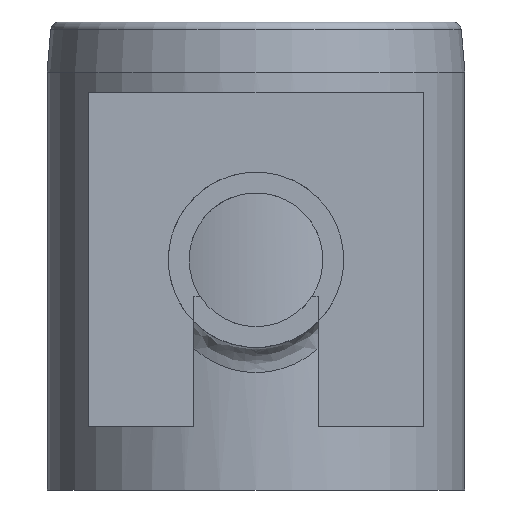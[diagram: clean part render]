
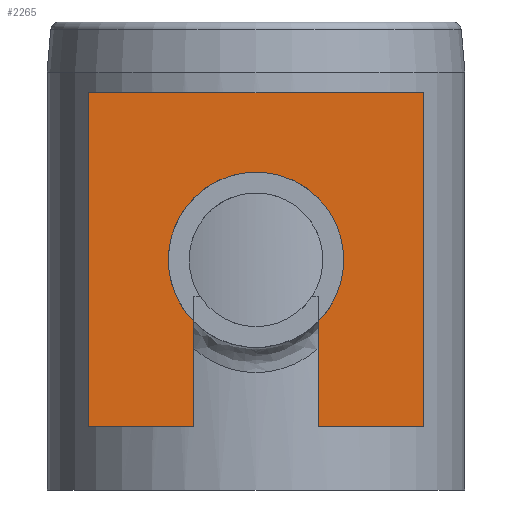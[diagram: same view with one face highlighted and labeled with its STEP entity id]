
A CAD part, front view. The second image highlights one B-rep face of the part: STEP entity #2265.
In plain terms, the highlighted planar face has unit normal (0, -1, 0).
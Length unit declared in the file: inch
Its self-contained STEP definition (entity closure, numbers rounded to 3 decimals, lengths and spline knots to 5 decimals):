
#69=PLANE('',#2564);
#158=LINE('',#5460,#248);
#161=LINE('',#5466,#251);
#164=LINE('',#5472,#254);
#167=LINE('',#5478,#257);
#170=LINE('',#5484,#260);
#173=LINE('',#5490,#263);
#176=LINE('',#5494,#266);
#248=VECTOR('',#3191,0.3937);
#251=VECTOR('',#3196,0.3937);
#254=VECTOR('',#3201,0.3937);
#257=VECTOR('',#3206,0.3937);
#260=VECTOR('',#3211,0.3937);
#263=VECTOR('',#3216,0.3937);
#266=VECTOR('',#3221,0.3937);
#418=FACE_OUTER_BOUND('',#555,.T.);
#555=EDGE_LOOP('',(#2091,#2092,#2093,#2094,#2095,#2096,#2097,#2098));
#817=CIRCLE('',#2556,0.2625);
#1028=VERTEX_POINT('',#5451);
#1029=VERTEX_POINT('',#5453);
#1031=VERTEX_POINT('',#5459);
#1033=VERTEX_POINT('',#5465);
#1035=VERTEX_POINT('',#5471);
#1037=VERTEX_POINT('',#5477);
#1039=VERTEX_POINT('',#5483);
#1041=VERTEX_POINT('',#5489);
#1375=EDGE_CURVE('',#1029,#1028,#817,.T.);
#1378=EDGE_CURVE('',#1031,#1029,#158,.T.);
#1381=EDGE_CURVE('',#1033,#1031,#161,.T.);
#1384=EDGE_CURVE('',#1035,#1033,#164,.T.);
#1387=EDGE_CURVE('',#1037,#1035,#167,.T.);
#1390=EDGE_CURVE('',#1039,#1037,#170,.T.);
#1393=EDGE_CURVE('',#1041,#1039,#173,.T.);
#1396=EDGE_CURVE('',#1028,#1041,#176,.T.);
#2091=ORIENTED_EDGE('',*,*,#1396,.T.);
#2092=ORIENTED_EDGE('',*,*,#1393,.T.);
#2093=ORIENTED_EDGE('',*,*,#1390,.T.);
#2094=ORIENTED_EDGE('',*,*,#1387,.T.);
#2095=ORIENTED_EDGE('',*,*,#1384,.T.);
#2096=ORIENTED_EDGE('',*,*,#1381,.T.);
#2097=ORIENTED_EDGE('',*,*,#1378,.T.);
#2098=ORIENTED_EDGE('',*,*,#1375,.T.);
#2265=ADVANCED_FACE('',(#418),#69,.T.);
#2556=AXIS2_PLACEMENT_3D('',#5454,#3185,#3186);
#2564=AXIS2_PLACEMENT_3D('',#5495,#3222,#3223);
#3185=DIRECTION('center_axis',(0.,1.,0.));
#3186=DIRECTION('ref_axis',(1.,0.,0.));
#3191=DIRECTION('',(0.,0.,1.));
#3196=DIRECTION('',(1.,0.,0.));
#3201=DIRECTION('',(0.,0.,-1.));
#3206=DIRECTION('',(-1.,0.,0.));
#3211=DIRECTION('',(0.,0.,1.));
#3216=DIRECTION('',(1.,0.,0.));
#3221=DIRECTION('',(0.,0.,-1.));
#3222=DIRECTION('center_axis',(0.,-1.,0.));
#3223=DIRECTION('ref_axis',(1.,0.,0.));
#5451=CARTESIAN_POINT('',(0.18562,-5.9875,0.50293));
#5453=CARTESIAN_POINT('',(-0.18562,-5.9875,0.50293));
#5454=CARTESIAN_POINT('Origin',(0.,-5.9875,
0.68854));
#5459=CARTESIAN_POINT('',(-0.18562,-5.9875,0.18854));
#5460=CARTESIAN_POINT('',(-0.18562,-5.9875,0.50293));
#5465=CARTESIAN_POINT('',(-0.5,-5.9875,0.18854));
#5466=CARTESIAN_POINT('',(-0.5,-5.9875,0.18854));
#5471=CARTESIAN_POINT('',(-0.5,-5.9875,1.18854));
#5472=CARTESIAN_POINT('',(-0.5,-5.9875,1.18854));
#5477=CARTESIAN_POINT('',(0.5,-5.9875,1.18854));
#5478=CARTESIAN_POINT('',(0.5,-5.9875,1.18854));
#5483=CARTESIAN_POINT('',(0.5,-5.9875,0.18854));
#5484=CARTESIAN_POINT('',(0.5,-5.9875,0.18854));
#5489=CARTESIAN_POINT('',(0.18562,-5.9875,0.18854));
#5490=CARTESIAN_POINT('',(-0.5,-5.9875,0.18854));
#5494=CARTESIAN_POINT('',(0.18562,-5.9875,0.50293));
#5495=CARTESIAN_POINT('Origin',(0.,-5.9875,
0.68854));
